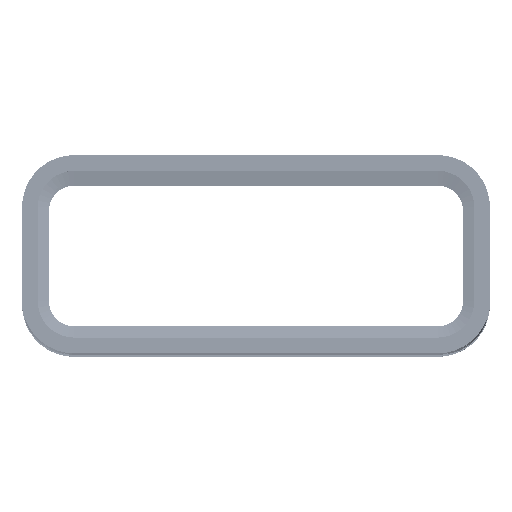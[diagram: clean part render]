
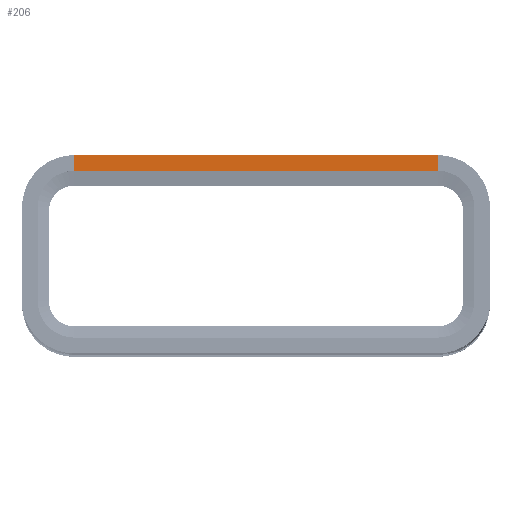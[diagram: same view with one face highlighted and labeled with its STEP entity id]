
A CAD part, top view. The second image highlights one B-rep face of the part: STEP entity #206.
In plain terms, the highlighted planar face has unit normal (0, 0, 1).
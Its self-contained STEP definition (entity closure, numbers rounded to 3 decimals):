
#206=ADVANCED_FACE('',(#7723),#7724,.T.);
#7723=FACE_OUTER_BOUND('',#23329,.T.);
#7724=PLANE('',#23330);
#23329=EDGE_LOOP('',(#39620,#39621,#39622,#39623));
#23330=AXIS2_PLACEMENT_3D('',#39624,#39625,#39626);
#39620=ORIENTED_EDGE('',*,*,#100283,.T.);
#39621=ORIENTED_EDGE('',*,*,#100415,.F.);
#39622=ORIENTED_EDGE('',*,*,#100437,.F.);
#39623=ORIENTED_EDGE('',*,*,#100438,.T.);
#39624=CARTESIAN_POINT('',(165.25,178.8,1.7));
#39625=DIRECTION('',(-0.0,0.,1.0));
#39626=DIRECTION('',(1.0,0.0,0.0));
#100283=EDGE_CURVE('',#120329,#120327,#120330,.T.);
#100415=EDGE_CURVE('',#120532,#120327,#120534,.T.);
#100437=EDGE_CURVE('',#120566,#120532,#120567,.T.);
#100438=EDGE_CURVE('',#120566,#120329,#120568,.T.);
#120327=VERTEX_POINT('',#153079);
#120329=VERTEX_POINT('',#153082);
#120330=LINE('',#153083,#153084);
#120532=VERTEX_POINT('',#153389);
#120534=LINE('',#153391,#153392);
#120566=VERTEX_POINT('',#153445);
#120567=LINE('',#153446,#153447);
#120568=LINE('',#153448,#153449);
#153079=CARTESIAN_POINT('',(-12.75,186.5,1.7));
#153082=CARTESIAN_POINT('',(165.25,186.5,1.7));
#153083=CARTESIAN_POINT('',(165.25,186.5,1.7));
#153084=VECTOR('',#198717,1000.0);
#153389=CARTESIAN_POINT('',(-12.75,178.8,1.7));
#153391=CARTESIAN_POINT('',(-12.75,178.8,1.7));
#153392=VECTOR('',#198905,1000.0);
#153445=CARTESIAN_POINT('',(165.25,178.8,1.7));
#153446=CARTESIAN_POINT('',(165.25,178.8,1.7));
#153447=VECTOR('',#198927,1000.0);
#153448=CARTESIAN_POINT('',(165.25,178.8,1.7));
#153449=VECTOR('',#198928,1000.0);
#198717=DIRECTION('',(-1.0,-0.0,-0.0));
#198905=DIRECTION('',(0.0,1.0,0.));
#198927=DIRECTION('',(-1.0,-0.0,-0.0));
#198928=DIRECTION('',(0.0,1.0,0.));
